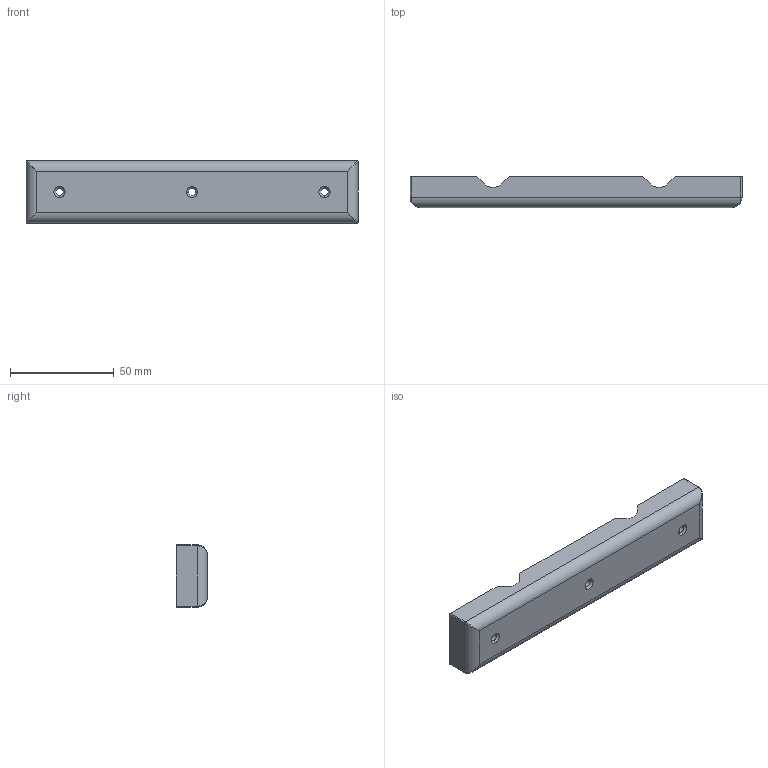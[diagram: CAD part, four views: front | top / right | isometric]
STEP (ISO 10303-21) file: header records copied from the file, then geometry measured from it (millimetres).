
FILE_DESCRIPTION (( 'STEP AP214' ), '1' );
FILE_NAME ('rod_end_upper.STEP', '2025-03-01T23:04:55', ( '' ), ( '' ), 'SwSTEP 2.0', 'SolidWorks 2024', '' );
FILE_SCHEMA (( 'AUTOMOTIVE_DESIGN' ));
Length unit declared in the file: millimetre
Products named in the file (1): rod_end_upper
Bounding box: 160 x 15 x 30 mm (x, y, z)
Volume: 66387.2 mm3; surface area: 14901.4 mm2
Topology: 1 solids, 1 shells, 38 faces, 98 edges, 58 vertices
Faces by surface type: cylinder 16, plane 12, cone 6, bspline 4
Entity records: 1279 total; most frequent: CARTESIAN_POINT 355, DIRECTION 190, ORIENTED_EDGE 188, EDGE_CURVE 94, AXIS2_PLACEMENT_3D 69, VERTEX_POINT 58, VECTOR 52, LINE 52
